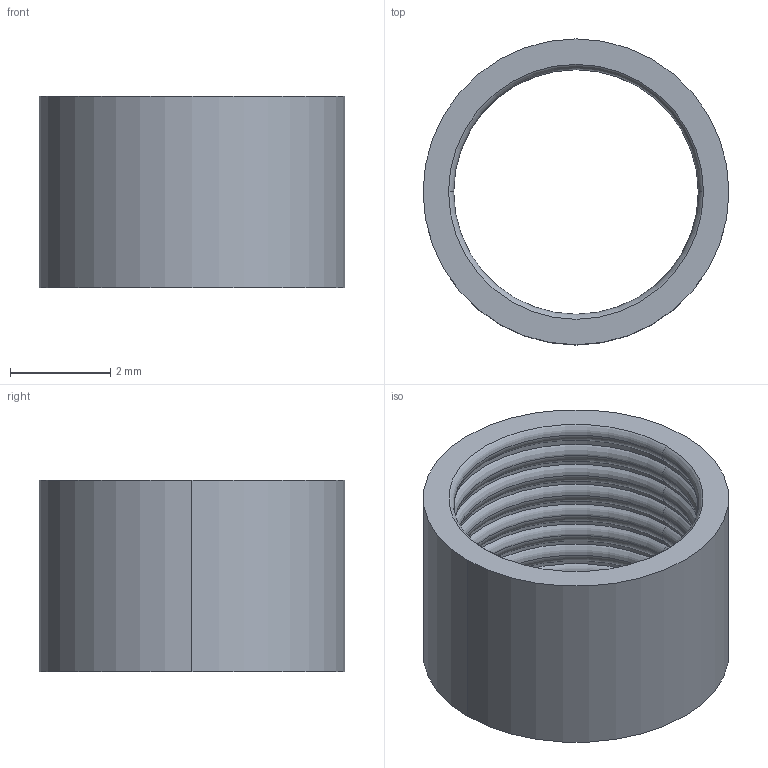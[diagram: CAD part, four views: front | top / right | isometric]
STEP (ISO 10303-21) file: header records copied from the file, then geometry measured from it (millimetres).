
FILE_DESCRIPTION (( 'STEP AP203' ), '1' );
FILE_NAME ('RNG 190.STEP', '2019-12-26T16:41:14', ( '' ), ( '' ), 'SwSTEP 2.0', 'SolidWorks 2018', '' );
FILE_SCHEMA (( 'CONFIG_CONTROL_DESIGN' ));
Length unit declared in the file: inch
Products named in the file (1): RNG 190
Bounding box: 6.1 x 6.1 x 3.81 mm (x, y, z)
Volume: 37.4 mm3; surface area: 158.5 mm2
Topology: 1 solids, 1 shells, 52 faces, 104 edges, 54 vertices
Faces by surface type: torus 32, cylinder 18, plane 2
Entity records: 1429 total; most frequent: DIRECTION 296, CARTESIAN_POINT 211, ORIENTED_EDGE 208, AXIS2_PLACEMENT_3D 139, EDGE_CURVE 104, CIRCLE 86, EDGE_LOOP 54, VERTEX_POINT 54
